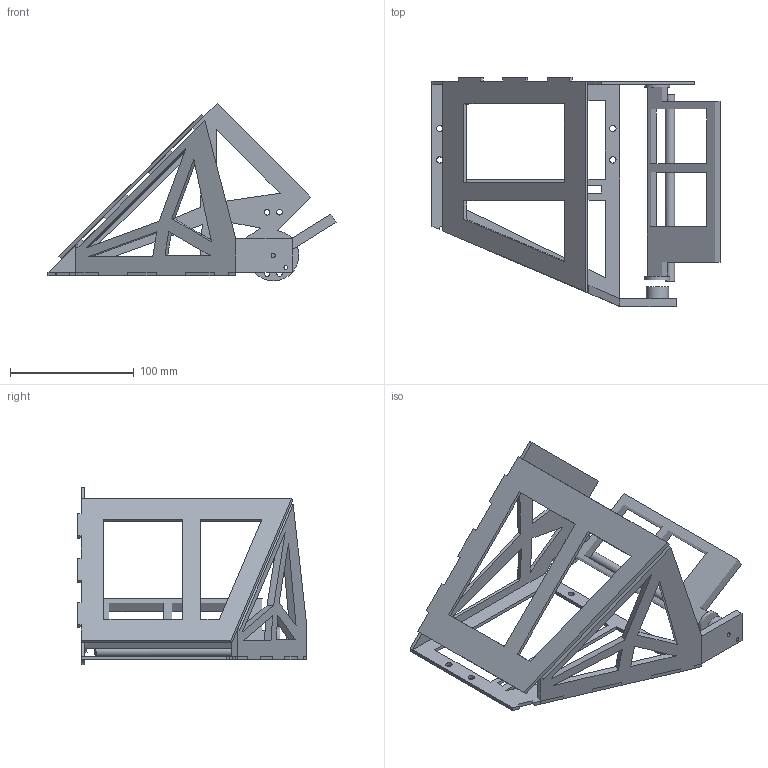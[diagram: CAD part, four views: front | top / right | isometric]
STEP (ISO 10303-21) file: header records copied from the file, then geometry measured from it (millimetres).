
FILE_DESCRIPTION(/* description */ ('STEP AP242','CAx-IF Rec.Pracs.---Representation and Presentation of Product Manufacturing Information (PMI)---4.0---2014-10-13','CAx-IF Rec.Pracs.---3D Tessellated Geometry---0.4---2014-09-14','2;1'),/* implementation_level */ '2;1');
FILE_NAME(/* name */ 'ViPer_Headset_Prototype',/* time_stamp */ '2025-10-17T18:15:25Z',/* author */ (''),/* organization */ (''),/* preprocessor_version */ 'ST-DEVELOPER v20',/* originating_system */ 'ONSHAPE BY PTC INC, 1.205',/* authorisation */ ' ');
FILE_SCHEMA (('AP242_MANAGED_MODEL_BASED_3D_ENGINEERING_MIM_LF { 1 0 10303 442 1 1 4 }'));
Length unit declared in the file: metre
Products named in the file (7): ViPer_Headset_Prototype; top_frame; frame_headset_interface; motor_mirror_attachment; panel_behind_fixed_mirror; bottom_frame; screw_tube
Assembly tree (6 placements, depth 2):
  ViPer_Headset_Prototype
    top_frame
    frame_headset_interface
    motor_mirror_attachment
    panel_behind_fixed_mirror
    bottom_frame
    screw_tube
Bounding box: 232.52 x 184.69 x 143.42 mm (x, y, z)
Volume: 144930.4 mm3; surface area: 123465.4 mm2
Topology: 5 solids, 6 shells, 167 faces, 462 edges, 307 vertices
Faces by surface type: plane 150, cylinder 16, other 1
Full cylindrical faces by diameter (mm): 3.048 x2, 3.5 x1, 4.496 x4, 4.572 x1, 5.08 x4, 7.62 x1, 18.203 x1, 21.59 x1
Entity records: 5442 total; most frequent: CARTESIAN_POINT 927, ORIENTED_EDGE 894, DIRECTION 825, EDGE_CURVE 447, LINE 415, VECTOR 415, VERTEX_POINT 307, EDGE_LOOP 234
